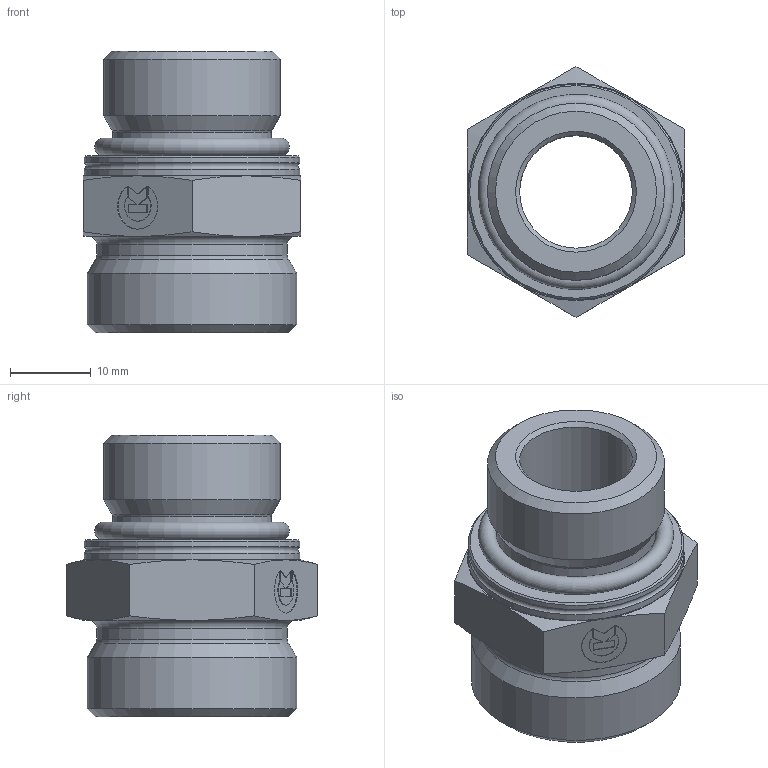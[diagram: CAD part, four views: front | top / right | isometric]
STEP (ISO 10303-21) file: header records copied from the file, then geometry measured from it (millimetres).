
FILE_DESCRIPTION((''),'2;1');
FILE_NAME('131182226.stp','2014-08-08T14:49:39',(''),('KNOMI spol. s r. o.'),'Autodesk Inventor 2012','Autodesk Inventor 2012','');
FILE_SCHEMA(('AUTOMOTIVE_DESIGN { 1 2 10303 214 0 1 1 1 }'));
Length unit declared in the file: millimetre
Products named in the file (3): PHFM2 18LM   M22/M26; 132182226; 608022015
Assembly tree (2 placements, depth 2):
  PHFM2 18LM   M22/M26
    132182226
    608022015
Bounding box: 27 x 31.18 x 35 mm (x, y, z)
Volume: 10673.8 mm3; surface area: 5802.5 mm2
Topology: 2 solids, 2 shells, 79 faces, 186 edges, 117 vertices
Faces by surface type: plane 42, cone 19, cylinder 12, torus 6
Full cylindrical faces by diameter (mm): 14 x1, 18 x1, 19.7 x1, 22 x1, 23.7 x1, 26 x1, 26.8 x2
Entity records: 2243 total; most frequent: CARTESIAN_POINT 401, DIRECTION 350, ORIENTED_EDGE 318, EDGE_CURVE 159, AXIS2_PLACEMENT_3D 131, VERTEX_POINT 110, EDGE_LOOP 109, VECTOR 88
